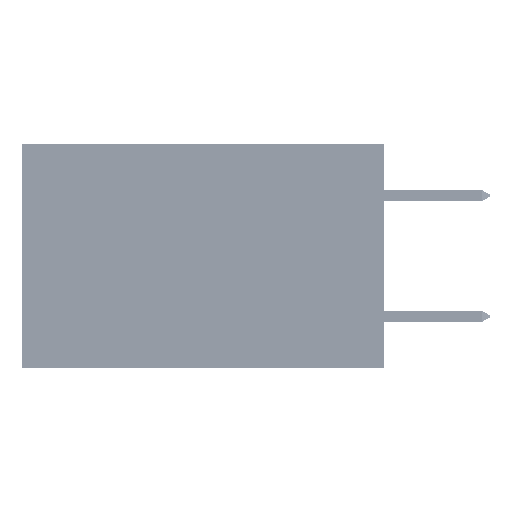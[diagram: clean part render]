
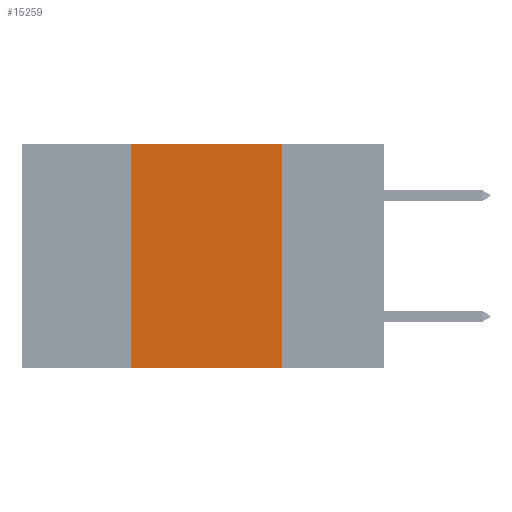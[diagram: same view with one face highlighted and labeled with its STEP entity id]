
A CAD part, left-side view. The second image highlights one B-rep face of the part: STEP entity #15259.
In plain terms, the highlighted planar face has unit normal (-1, 0, 0).
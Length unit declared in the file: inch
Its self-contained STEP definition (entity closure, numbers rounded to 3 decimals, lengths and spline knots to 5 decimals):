
#1632 = VECTOR ( 'NONE', #25719, 39.37008 ) ;
#1871 = LINE ( 'NONE', #47099, #17411 ) ;
#5352 = CARTESIAN_POINT ( 'NONE',  ( 0., 0.42, 0. ) ) ;
#5757 = EDGE_CURVE ( 'NONE', #28077, #43379, #37182, .T. ) ;
#6150 = ORIENTED_EDGE ( 'NONE', *, *, #5757, .T. ) ;
#7276 = CARTESIAN_POINT ( 'NONE',  ( 0., 0.6, -0.37 ) ) ;
#9761 = CARTESIAN_POINT ( 'NONE',  ( 0., 0.17, 0. ) ) ;
#11829 = FACE_OUTER_BOUND ( 'NONE', #38172, .T. ) ;
#12196 = LINE ( 'NONE', #9761, #1632 ) ;
#15259 = ADVANCED_FACE ( 'NONE', ( #11829 ), #28918, .F. ) ;
#15584 = VECTOR ( 'NONE', #22522, 39.37008 ) ;
#15873 = EDGE_CURVE ( 'NONE', #32923, #23812, #1871, .T. ) ;
#16963 = CARTESIAN_POINT ( 'NONE',  ( 0., 0.6, 0. ) ) ;
#17411 = VECTOR ( 'NONE', #26793, 39.37008 ) ;
#18533 = CARTESIAN_POINT ( 'NONE',  ( 0., 0.42, 0. ) ) ;
#20093 = AXIS2_PLACEMENT_3D ( 'NONE', #16963, #48889, #25090 ) ;
#22522 = DIRECTION ( 'NONE',  ( 0., -1., 0. ) ) ;
#22640 = ORIENTED_EDGE ( 'NONE', *, *, #15873, .F. ) ;
#23651 = ORIENTED_EDGE ( 'NONE', *, *, #36616, .F. ) ;
#23812 = VERTEX_POINT ( 'NONE', #25405 ) ;
#25090 = DIRECTION ( 'NONE',  ( 0., 0., -1. ) ) ;
#25405 = CARTESIAN_POINT ( 'NONE',  ( 0., 0.17, 0. ) ) ;
#25719 = DIRECTION ( 'NONE',  ( 0., 0., -1. ) ) ;
#26793 = DIRECTION ( 'NONE',  ( 0., -1., 0. ) ) ;
#28077 = VERTEX_POINT ( 'NONE', #43673 ) ;
#28918 = PLANE ( 'NONE',  #20093 ) ;
#32923 = VERTEX_POINT ( 'NONE', #18533 ) ;
#33057 = DIRECTION ( 'NONE',  ( 0., 0., 1. ) ) ;
#35840 = LINE ( 'NONE', #5352, #50735 ) ;
#36616 = EDGE_CURVE ( 'NONE', #28077, #32923, #35840, .T. ) ;
#37182 = LINE ( 'NONE', #7276, #15584 ) ;
#38172 = EDGE_LOOP ( 'NONE', ( #45210, #22640, #23651, #6150 ) ) ;
#43379 = VERTEX_POINT ( 'NONE', #45387 ) ;
#43673 = CARTESIAN_POINT ( 'NONE',  ( 0., 0.42, -0.37 ) ) ;
#45045 = EDGE_CURVE ( 'NONE', #23812, #43379, #12196, .T. ) ;
#45210 = ORIENTED_EDGE ( 'NONE', *, *, #45045, .F. ) ;
#45387 = CARTESIAN_POINT ( 'NONE',  ( 0., 0.17, -0.37 ) ) ;
#47099 = CARTESIAN_POINT ( 'NONE',  ( 0., 0.6, 0. ) ) ;
#48889 = DIRECTION ( 'NONE',  ( 1., 0., 0. ) ) ;
#50735 = VECTOR ( 'NONE', #33057, 39.37008 ) ;
